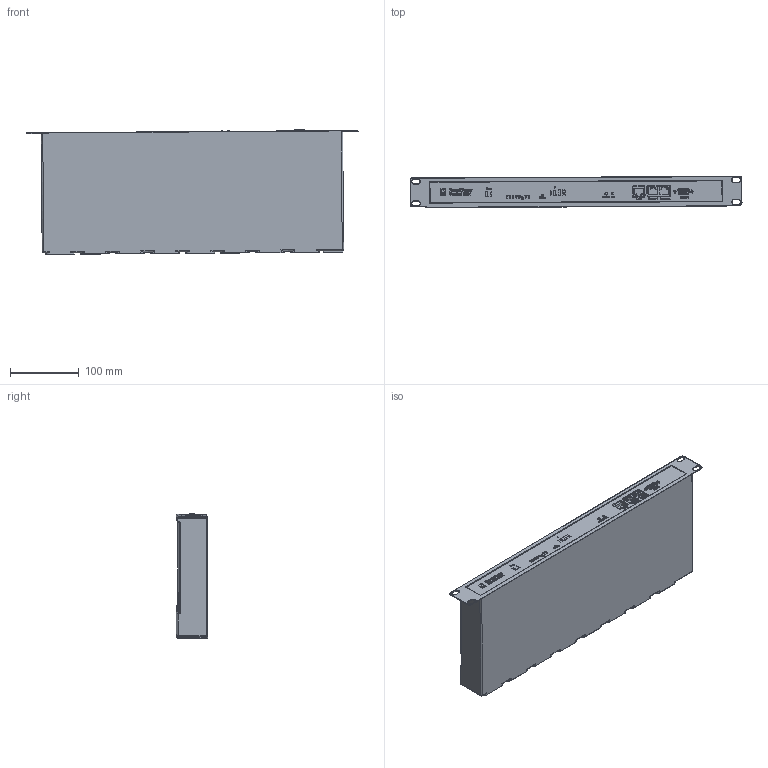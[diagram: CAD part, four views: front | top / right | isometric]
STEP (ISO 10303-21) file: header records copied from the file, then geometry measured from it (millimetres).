
FILE_DESCRIPTION (( 'STEP AP214' ), '1' );
FILE_NAME ('8031.STEP', '2023-02-02T17:31:17', ( '' ), ( '' ), 'SwSTEP 2.0', 'SolidWorks 2018', '' );
FILE_SCHEMA (( 'AUTOMOTIVE_DESIGN' ));
Length unit declared in the file: millimetre
Products named in the file (1): 8031
Bounding box: 483.15 x 45.58 x 181.59 mm (x, y, z)
Volume: 3075302.8 mm3; surface area: 238282.2 mm2
Topology: 124 solids, 124 shells, 3614 faces, 8891 edges, 5528 vertices
Faces by surface type: plane 1289, cylinder 946, bspline 793, torus 425, sphere 155, cone 6
Entity records: 132713 total; most frequent: CARTESIAN_POINT 47805, ORIENTED_EDGE 17522, DIRECTION 14924, EDGE_CURVE 8761, VERTEX_POINT 5472, AXIS2_PLACEMENT_3D 5290, VECTOR 4344, LINE 4344
